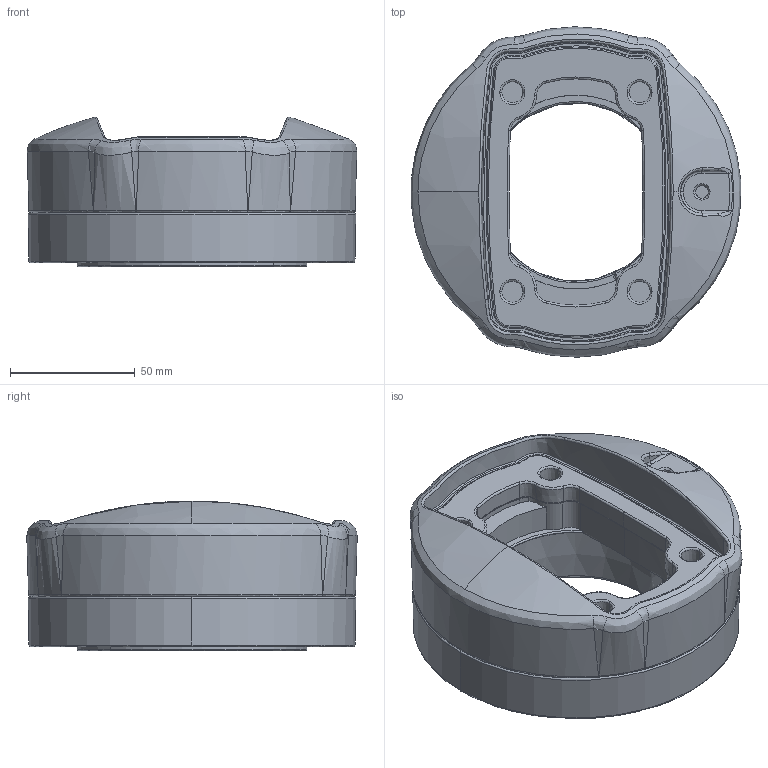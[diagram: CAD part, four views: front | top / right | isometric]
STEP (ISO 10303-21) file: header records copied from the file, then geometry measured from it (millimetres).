
FILE_DESCRIPTION (( 'STEP AP203' ), '1' );
FILE_NAME ('TK120.320.STEP', '2016-05-06T07:58:17', ( '' ), ( '' ), 'SwSTEP 2.0', 'SolidWorks 2013', '' );
FILE_SCHEMA (( 'CONFIG_CONTROL_DESIGN' ));
Length unit declared in the file: millimetre
Products named in the file (1): TK120.320
Bounding box: 132.09 x 132.46 x 60.01 mm (x, y, z)
Volume: 435413.5 mm3; surface area: 92386.9 mm2
Topology: 2 solids, 14 shells, 786 faces, 1839 edges, 1130 vertices
Faces by surface type: torus 253, cone 164, bspline 159, plane 117, cylinder 74, sphere 19
Entity records: 34139 total; most frequent: CARTESIAN_POINT 16511, DIRECTION 3868, ORIENTED_EDGE 3670, EDGE_CURVE 1835, AXIS2_PLACEMENT_3D 1809, CIRCLE 1181, VERTEX_POINT 1130, EDGE_LOOP 851
